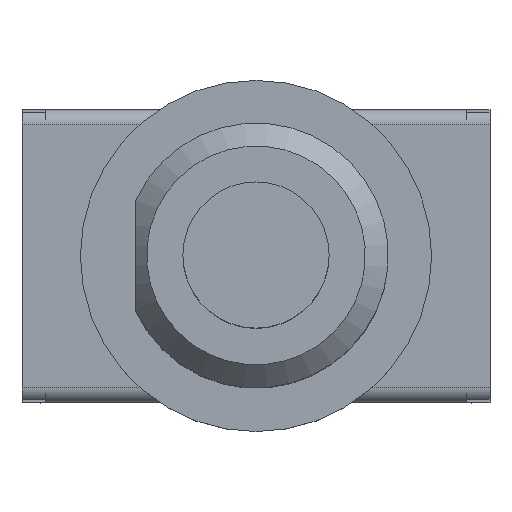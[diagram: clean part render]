
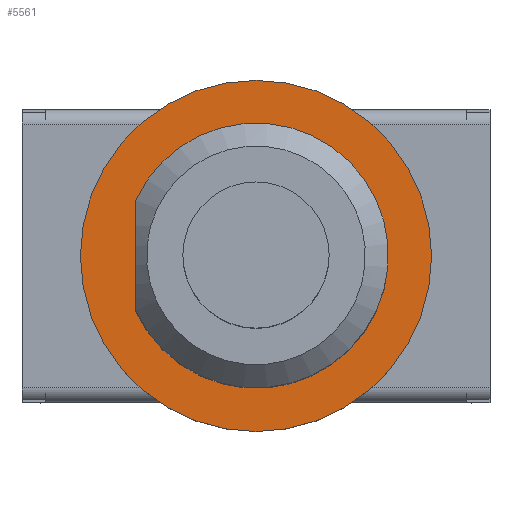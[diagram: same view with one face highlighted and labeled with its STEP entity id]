
A CAD part, top view. The second image highlights one B-rep face of the part: STEP entity #5561.
In plain terms, the highlighted planar face has unit normal (0, 0, 1).
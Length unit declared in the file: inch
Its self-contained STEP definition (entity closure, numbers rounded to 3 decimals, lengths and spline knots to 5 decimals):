
#5458=CARTESIAN_POINT('',(-0.08228,0.0378,0.30866));
#5459=VERTEX_POINT('',#5458);
#5466=CARTESIAN_POINT('',(-0.08228,-0.0378,0.30866));
#5467=VERTEX_POINT('',#5466);
#5468=CARTESIAN_POINT('',(-0.08228,-0.0378,0.30866));
#5469=DIRECTION('',(0.0,1.0,0.0));
#5470=VECTOR('',#5469,0.0756);
#5471=LINE('',#5468,#5470);
#5472=EDGE_CURVE('',#5467,#5459,#5471,.T.);
#5530=CARTESIAN_POINT('',(0.,0.,0.30866));
#5531=DIRECTION('',(0.0,0.0,-1.0));
#5532=DIRECTION('',(0.909,0.417,0.0));
#5533=AXIS2_PLACEMENT_3D('',#5530,#5531,#5532);
#5534=CIRCLE('',#5533,0.09055);
#5535=EDGE_CURVE('',#5459,#5467,#5534,.T.);
#5541=CARTESIAN_POINT('',(-0.13209,0.13209,0.30866));
#5542=DIRECTION('',(0.0,0.0,-1.0));
#5543=DIRECTION('',(-1.0,0.0,0.0));
#5544=AXIS2_PLACEMENT_3D('',#5541,#5542,#5543);
#5545=PLANE('',#5544);
#5546=CARTESIAN_POINT('',(-0.12008,0.,0.30866));
#5547=VERTEX_POINT('',#5546);
#5548=CARTESIAN_POINT('',(0.,0.,0.30866));
#5549=DIRECTION('',(0.0,0.0,-1.0));
#5550=DIRECTION('',(1.0,0.0,0.0));
#5551=AXIS2_PLACEMENT_3D('',#5548,#5549,#5550);
#5552=CIRCLE('',#5551,0.12008);
#5553=EDGE_CURVE('',#5547,#5547,#5552,.T.);
#5554=ORIENTED_EDGE('',*,*,#5553,.F.);
#5555=EDGE_LOOP('',(#5554));
#5556=FACE_OUTER_BOUND('',#5555,.T.);
#5557=ORIENTED_EDGE('',*,*,#5472,.T.);
#5558=ORIENTED_EDGE('',*,*,#5535,.T.);
#5559=EDGE_LOOP('',(#5557,#5558));
#5560=FACE_BOUND('',#5559,.T.);
#5561=ADVANCED_FACE('',(#5556,#5560),#5545,.F.);
